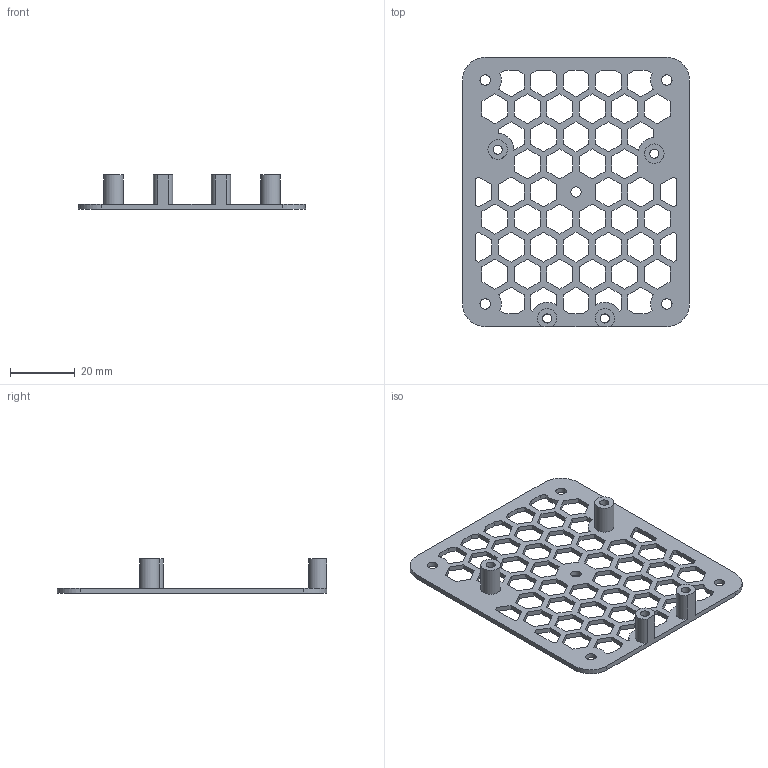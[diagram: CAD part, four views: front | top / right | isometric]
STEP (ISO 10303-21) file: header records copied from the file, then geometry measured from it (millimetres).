
FILE_DESCRIPTION(/* description */ (''),/* implementation_level */ '2;1');
FILE_NAME(/* name */ 'MB1136_holder.step',/* time_stamp */ '2021-01-27T19:39:03+03:00',/* author */ (''),/* organization */ (''),/* preprocessor_version */ 'ST-DEVELOPER v18.1',/* originating_system */ 'Autodesk Translation Framework v9.7.1.1290',/* authorisation */ '');
FILE_SCHEMA (('AUTOMOTIVE_DESIGN { 1 0 10303 214 3 1 1 }'));
Length unit declared in the file: millimetre
Products named in the file (1): MB1136
Bounding box: 70 x 83 x 10.5 mm (x, y, z)
Volume: 5445 mm3; surface area: 9829.2 mm2
Topology: 1 solids, 1 shells, 335 faces, 993 edges, 662 vertices
Faces by surface type: plane 310, cylinder 25
Full cylindrical faces by diameter (mm): 2.8 x4, 3.2 x5, 6 x2
Entity records: 11275 total; most frequent: CARTESIAN_POINT 1991, ORIENTED_EDGE 1986, DIRECTION 1715, EDGE_CURVE 993, LINE 943, VECTOR 943, VERTEX_POINT 662, EDGE_LOOP 455
